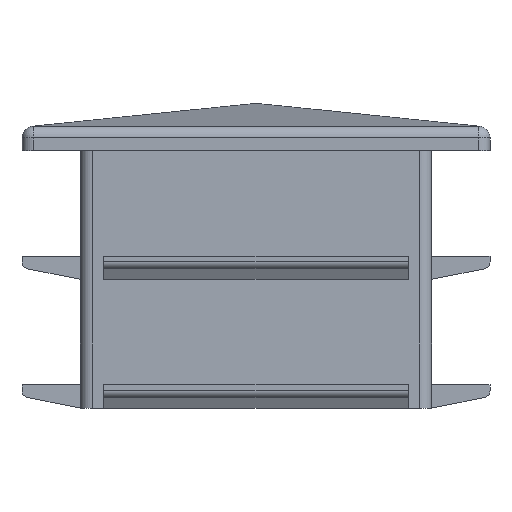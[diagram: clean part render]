
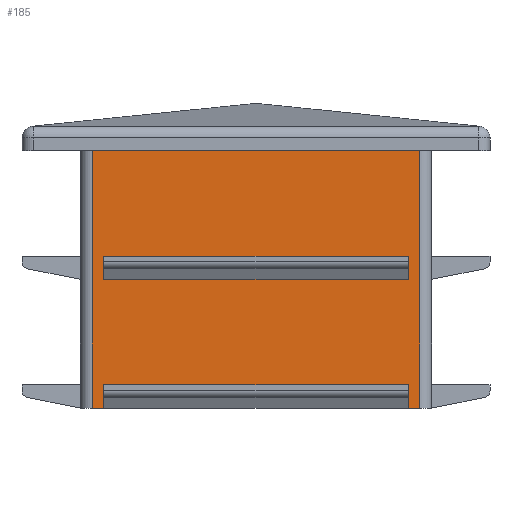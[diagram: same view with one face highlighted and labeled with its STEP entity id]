
A CAD part, front view. The second image highlights one B-rep face of the part: STEP entity #185.
In plain terms, the highlighted planar face has unit normal (0, -1, 0).
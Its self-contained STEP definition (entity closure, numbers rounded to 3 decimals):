
#185 = ADVANCED_FACE( '', ( #410, #411 ), #412, .F. );
#410 = FACE_BOUND( '', #671, .T. );
#411 = FACE_OUTER_BOUND( '', #672, .T. );
#412 = PLANE( '', #673 );
#671 = EDGE_LOOP( '', ( #1169, #1170, #1171, #1172 ) );
#672 = EDGE_LOOP( '', ( #1173, #1174, #1175, #1176, #1177, #1178, #1179, #1180 ) );
#673 = AXIS2_PLACEMENT_3D( '', #1181, #1182, #1183 );
#1169 = ORIENTED_EDGE( '', *, *, #1715, .F. );
#1170 = ORIENTED_EDGE( '', *, *, #1738, .F. );
#1171 = ORIENTED_EDGE( '', *, *, #1739, .T. );
#1172 = ORIENTED_EDGE( '', *, *, #1582, .T. );
#1173 = ORIENTED_EDGE( '', *, *, #1740, .F. );
#1174 = ORIENTED_EDGE( '', *, *, #1741, .F. );
#1175 = ORIENTED_EDGE( '', *, *, #1573, .F. );
#1176 = ORIENTED_EDGE( '', *, *, #1621, .T. );
#1177 = ORIENTED_EDGE( '', *, *, #1615, .T. );
#1178 = ORIENTED_EDGE( '', *, *, #1726, .T. );
#1179 = ORIENTED_EDGE( '', *, *, #1575, .F. );
#1180 = ORIENTED_EDGE( '', *, *, #1672, .T. );
#1181 = CARTESIAN_POINT( '', ( 7.5, -7.5, -11. ) );
#1182 = DIRECTION( '', ( 0., 1., 0. ) );
#1183 = DIRECTION( '', ( 0., 0., 1. ) );
#1573 = EDGE_CURVE( '', #1883, #1885, #1886, .T. );
#1575 = EDGE_CURVE( '', #1887, #1889, #1890, .T. );
#1582 = EDGE_CURVE( '', #1894, #1900, #1902, .T. );
#1615 = EDGE_CURVE( '', #1960, #1958, #1961, .T. );
#1621 = EDGE_CURVE( '', #1883, #1960, #1969, .T. );
#1672 = EDGE_CURVE( '', #1887, #2045, #2047, .T. );
#1715 = EDGE_CURVE( '', #2106, #1900, #2108, .T. );
#1726 = EDGE_CURVE( '', #1958, #1889, #2123, .F. );
#1738 = EDGE_CURVE( '', #2135, #2106, #2136, .T. );
#1739 = EDGE_CURVE( '', #2135, #1894, #2137, .T. );
#1740 = EDGE_CURVE( '', #2138, #2045, #2139, .T. );
#1741 = EDGE_CURVE( '', #1885, #2138, #2140, .T. );
#1883 = VERTEX_POINT( '', #2317 );
#1885 = VERTEX_POINT( '', #2319 );
#1886 = LINE( '', #2320, #2321 );
#1887 = VERTEX_POINT( '', #2322 );
#1889 = VERTEX_POINT( '', #2325 );
#1890 = LINE( '', #2326, #2327 );
#1894 = VERTEX_POINT( '', #2331 );
#1900 = VERTEX_POINT( '', #2339 );
#1902 = LINE( '', #2342, #2343 );
#1958 = VERTEX_POINT( '', #2417 );
#1960 = VERTEX_POINT( '', #2419 );
#1961 = LINE( '', #2420, #2421 );
#1969 = LINE( '', #2431, #2432 );
#2045 = VERTEX_POINT( '', #2538 );
#2047 = LINE( '', #2541, #2542 );
#2106 = VERTEX_POINT( '', #2618 );
#2108 = LINE( '', #2621, #2622 );
#2123 = LINE( '', #2644, #2645 );
#2135 = VERTEX_POINT( '', #2664 );
#2136 = LINE( '', #2665, #2666 );
#2137 = LINE( '', #2667, #2668 );
#2138 = VERTEX_POINT( '', #2669 );
#2139 = LINE( '', #2670, #2671 );
#2140 = LINE( '', #2672, #2673 );
#2317 = CARTESIAN_POINT( '', ( 7., -7.5, -11. ) );
#2319 = CARTESIAN_POINT( '', ( 6.5, -7.5, -11. ) );
#2320 = CARTESIAN_POINT( '', ( 7.5, -7.5, -11. ) );
#2321 = VECTOR( '', #2852, 1000. );
#2322 = CARTESIAN_POINT( '', ( -6.5, -7.5, -11. ) );
#2325 = CARTESIAN_POINT( '', ( -7., -7.5, -11. ) );
#2326 = CARTESIAN_POINT( '', ( 7.5, -7.5, -11. ) );
#2327 = VECTOR( '', #2854, 1000. );
#2331 = CARTESIAN_POINT( '', ( -6.5, -7.5, -5.5 ) );
#2339 = CARTESIAN_POINT( '', ( -6.5, -7.5, -4.5 ) );
#2342 = CARTESIAN_POINT( '', ( -6.5, -7.5, -5.5 ) );
#2343 = VECTOR( '', #2864, 1000. );
#2417 = CARTESIAN_POINT( '', ( -7., -7.5, 0. ) );
#2419 = CARTESIAN_POINT( '', ( 7., -7.5, 0. ) );
#2420 = CARTESIAN_POINT( '', ( 7.5, -7.5, 0. ) );
#2421 = VECTOR( '', #2910, 1000. );
#2431 = CARTESIAN_POINT( '', ( 7., -7.5, -11. ) );
#2432 = VECTOR( '', #2919, 1000. );
#2538 = CARTESIAN_POINT( '', ( -6.5, -7.5, -10. ) );
#2541 = CARTESIAN_POINT( '', ( -6.5, -7.5, -11. ) );
#2542 = VECTOR( '', #2972, 1000. );
#2618 = CARTESIAN_POINT( '', ( 6.5, -7.5, -4.5 ) );
#2621 = CARTESIAN_POINT( '', ( 6.5, -7.5, -4.5 ) );
#2622 = VECTOR( '', #3033, 1000. );
#2644 = CARTESIAN_POINT( '', ( -7., -7.5, -11. ) );
#2645 = VECTOR( '', #3041, 1000. );
#2664 = CARTESIAN_POINT( '', ( 6.5, -7.5, -5.5 ) );
#2665 = CARTESIAN_POINT( '', ( 6.5, -7.5, -5.5 ) );
#2666 = VECTOR( '', #3049, 1000. );
#2667 = CARTESIAN_POINT( '', ( 6.5, -7.5, -5.5 ) );
#2668 = VECTOR( '', #3050, 1000. );
#2669 = CARTESIAN_POINT( '', ( 6.5, -7.5, -10. ) );
#2670 = CARTESIAN_POINT( '', ( 6.5, -7.5, -10. ) );
#2671 = VECTOR( '', #3051, 1000. );
#2672 = CARTESIAN_POINT( '', ( 6.5, -7.5, -11. ) );
#2673 = VECTOR( '', #3052, 1000. );
#2852 = DIRECTION( '', ( -1., 0., 0. ) );
#2854 = DIRECTION( '', ( -1., 0., 0. ) );
#2864 = DIRECTION( '', ( 0., 0., 1. ) );
#2910 = DIRECTION( '', ( -1., 0., 0. ) );
#2919 = DIRECTION( '', ( 0., 0., 1. ) );
#2972 = DIRECTION( '', ( 0., 0., 1. ) );
#3033 = DIRECTION( '', ( -1., 0., 0. ) );
#3041 = DIRECTION( '', ( 0., 0., 1. ) );
#3049 = DIRECTION( '', ( 0., 0., 1. ) );
#3050 = DIRECTION( '', ( -1., 0., 0. ) );
#3051 = DIRECTION( '', ( -1., 0., 0. ) );
#3052 = DIRECTION( '', ( 0., 0., 1. ) );
